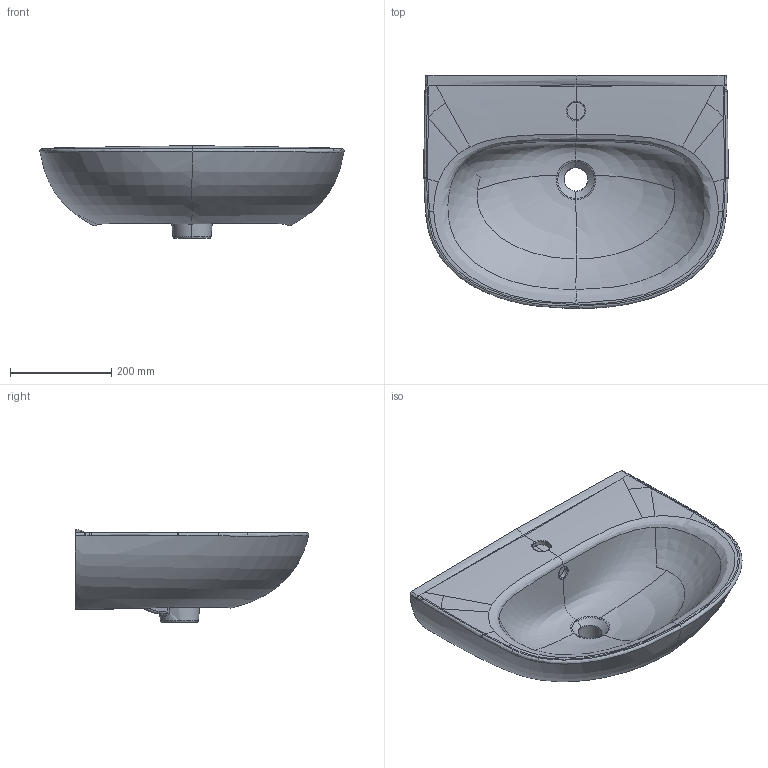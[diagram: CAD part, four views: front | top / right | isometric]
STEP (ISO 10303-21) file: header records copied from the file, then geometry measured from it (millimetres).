
FILE_DESCRIPTION(/* description */ (''),/* implementation_level */ '2;1');
FILE_NAME(/* name */ '4A4060.stp',/* time_stamp */ '2022-04-13T13:59:36+02:00',/* author */ (''),/* organization */ (''),/* preprocessor_version */ 'ST-DEVELOPER v18.1',/* originating_system */ 'SIEMENS PLM Software NX 1973',/* authorisation */ '');
FILE_SCHEMA (('AUTOMOTIVE_DESIGN { 1 0 10303 214 3 1 1 1 }'));
Products named in the file (1): Conz268836689i0x
Bounding box: 599.75 x 459.88 x 182.76 mm (x, y, z)
Volume: 14935721.3 mm3; surface area: 770369.5 mm2
Topology: 1 solids, 1 shells, 171 faces, 481 edges, 298 vertices
Faces by surface type: bspline 146, plane 9, extrusion 8, sphere 6, cylinder 2
Full cylindrical faces by diameter (mm): 46 x1
Entity records: 35314 total; most frequent: CARTESIAN_POINT 32373, ORIENTED_EDGE 932, EDGE_CURVE 466, B_SPLINE_CURVE_WITH_KNOTS 396, VERTEX_POINT 298, EDGE_LOOP 174, ADVANCED_FACE 171, FACE_OUTER_BOUND 168
